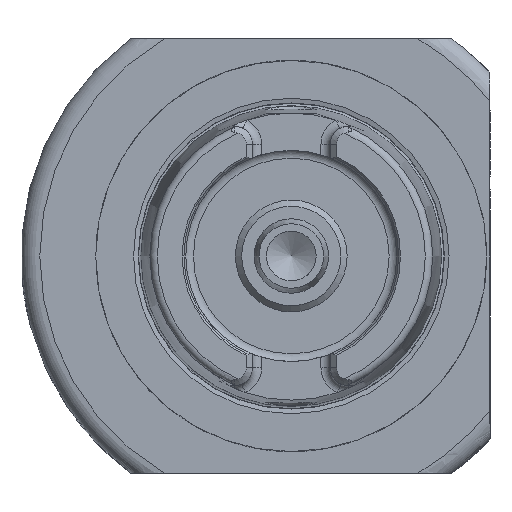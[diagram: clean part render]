
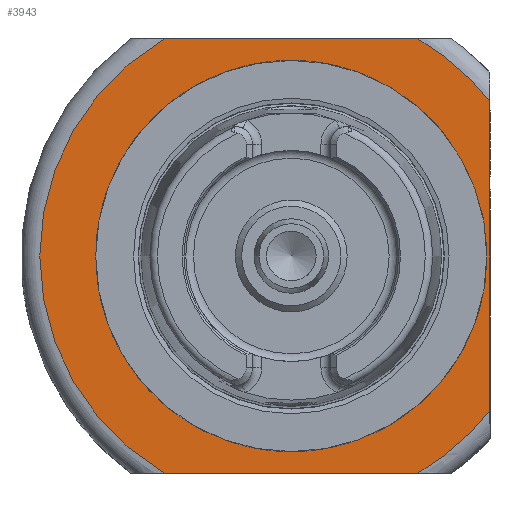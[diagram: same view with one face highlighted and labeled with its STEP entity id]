
A CAD part, left-side view. The second image highlights one B-rep face of the part: STEP entity #3943.
In plain terms, the highlighted planar face has unit normal (-1, 0, 0).
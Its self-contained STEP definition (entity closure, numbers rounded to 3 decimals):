
#1846=CARTESIAN_POINT('',(32.,-32.,24.824));
#1847=VERTEX_POINT('',#1846);
#1863=CARTESIAN_POINT('',(32.,-32.,-24.824));
#1864=VERTEX_POINT('',#1863);
#1865=CARTESIAN_POINT('',(32.,-32.,-24.824));
#1866=DIRECTION('',(0.0,0.0,1.0));
#1867=VECTOR('',#1866,49.649);
#1868=LINE('',#1865,#1867);
#1869=EDGE_CURVE('',#1864,#1847,#1868,.T.);
#1914=CARTESIAN_POINT('',(32.,20.378,35.));
#1915=VERTEX_POINT('',#1914);
#1931=CARTESIAN_POINT('',(32.,-20.378,35.));
#1932=VERTEX_POINT('',#1931);
#1933=CARTESIAN_POINT('',(32.,-20.378,35.));
#1934=DIRECTION('',(0.0,1.0,0.0));
#1935=VECTOR('',#1934,40.755);
#1936=LINE('',#1933,#1935);
#1937=EDGE_CURVE('',#1932,#1915,#1936,.T.);
#1988=CARTESIAN_POINT('',(32.,-20.378,-35.));
#1989=VERTEX_POINT('',#1988);
#2005=CARTESIAN_POINT('',(32.,20.378,-35.));
#2006=VERTEX_POINT('',#2005);
#2007=CARTESIAN_POINT('',(32.,20.378,-35.));
#2008=DIRECTION('',(0.0,-1.0,0.0));
#2009=VECTOR('',#2008,40.755);
#2010=LINE('',#2007,#2009);
#2011=EDGE_CURVE('',#2006,#1989,#2010,.T.);
#2065=CARTESIAN_POINT('',(32.,0.0,0.0));
#2066=DIRECTION('',(1.0,0.0,0.0));
#2067=DIRECTION('',(0.0,1.0,0.0));
#2068=AXIS2_PLACEMENT_3D('',#2065,#2066,#2067);
#2069=CIRCLE('',#2068,40.5);
#2070=EDGE_CURVE('',#1864,#1989,#2069,.T.);
#2081=CARTESIAN_POINT('',(32.,0.0,0.0));
#2082=DIRECTION('',(1.0,0.0,0.0));
#2083=DIRECTION('',(0.0,1.0,0.0));
#2084=AXIS2_PLACEMENT_3D('',#2081,#2082,#2083);
#2085=CIRCLE('',#2084,40.5);
#2086=EDGE_CURVE('',#1932,#1847,#2085,.T.);
#3793=CARTESIAN_POINT('',(32.,31.,0.0));
#3794=VERTEX_POINT('',#3793);
#3795=CARTESIAN_POINT('',(32.,0.0,0.0));
#3796=DIRECTION('',(1.0,0.0,0.0));
#3797=DIRECTION('',(0.0,1.0,0.0));
#3798=AXIS2_PLACEMENT_3D('',#3795,#3796,#3797);
#3799=CIRCLE('',#3798,31.);
#3800=EDGE_CURVE('',#3794,#3794,#3799,.T.);
#3921=CARTESIAN_POINT('',(32.,35.75,0.0));
#3922=DIRECTION('',(-1.0,0.0,0.0));
#3923=DIRECTION('',(0.0,0.0,1.0));
#3924=AXIS2_PLACEMENT_3D('',#3921,#3922,#3923);
#3925=PLANE('',#3924);
#3926=ORIENTED_EDGE('',*,*,#1937,.T.);
#3927=CARTESIAN_POINT('',(32.,0.0,0.0));
#3928=DIRECTION('',(1.0,0.0,0.0));
#3929=DIRECTION('',(0.0,1.0,0.0));
#3930=AXIS2_PLACEMENT_3D('',#3927,#3928,#3929);
#3931=CIRCLE('',#3930,40.5);
#3932=EDGE_CURVE('',#2006,#1915,#3931,.T.);
#3933=ORIENTED_EDGE('',*,*,#3932,.F.);
#3934=ORIENTED_EDGE('',*,*,#2011,.T.);
#3935=ORIENTED_EDGE('',*,*,#2070,.F.);
#3936=ORIENTED_EDGE('',*,*,#1869,.T.);
#3937=ORIENTED_EDGE('',*,*,#2086,.F.);
#3938=EDGE_LOOP('',(#3926,#3933,#3934,#3935,#3936,#3937));
#3939=FACE_OUTER_BOUND('',#3938,.T.);
#3940=ORIENTED_EDGE('',*,*,#3800,.T.);
#3941=EDGE_LOOP('',(#3940));
#3942=FACE_BOUND('',#3941,.T.);
#3943=ADVANCED_FACE('',(#3939,#3942),#3925,.T.);
